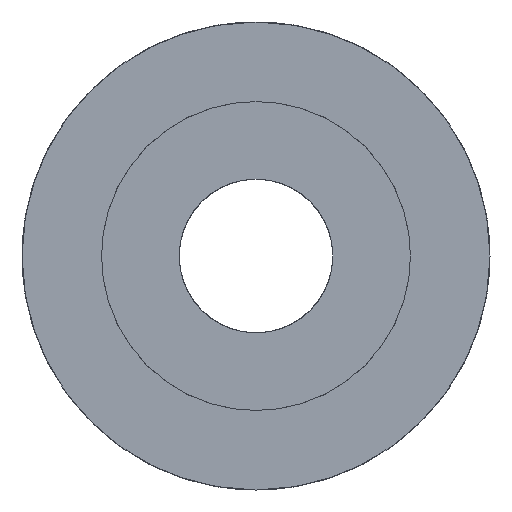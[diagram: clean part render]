
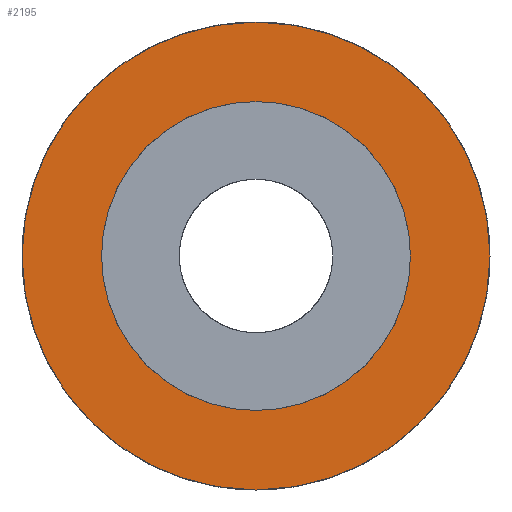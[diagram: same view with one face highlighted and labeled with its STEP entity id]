
A CAD part, left-side view. The second image highlights one B-rep face of the part: STEP entity #2195.
In plain terms, the highlighted free-form (B-spline) face has degree [1, 1] with [2, 2] control points.
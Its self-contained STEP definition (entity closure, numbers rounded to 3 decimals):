
#2122=(
BOUNDED_SURFACE()
B_SPLINE_SURFACE(1,1,((#2123,#2124),(#2125,#2126)),.UNSPECIFIED.,.F.,.F.,.F.)
B_SPLINE_SURFACE_WITH_KNOTS((2,2),(2,2),(0.000,1.000),(0.000,1.000),.UNSPECIFIED.)
GEOMETRIC_REPRESENTATION_ITEM()
RATIONAL_B_SPLINE_SURFACE(((1.,1.),(1.,1.)))
REPRESENTATION_ITEM('')
SURFACE()
);
#2123=CARTESIAN_POINT('',(0.,-31.263,-31.263));
#2124=CARTESIAN_POINT('',(0.,31.263,-31.263));
#2125=CARTESIAN_POINT('',(0.,-31.263,31.263));
#2126=CARTESIAN_POINT('',(0.,31.263,31.263));
#2127=CARTESIAN_POINT('',(0.,-30.03,0.));
#2128=VERTEX_POINT('',#2127);
#2129=(
BOUNDED_CURVE()
B_SPLINE_CURVE(2,(#2130,#2131,#2132),.UNSPECIFIED.,.F.,.F.)
B_SPLINE_CURVE_WITH_KNOTS((3,3),(0.000,1.000),.UNSPECIFIED.)
CURVE()
GEOMETRIC_REPRESENTATION_ITEM()
RATIONAL_B_SPLINE_CURVE((1.,0.707,1.))
REPRESENTATION_ITEM('')
);
#2130=CARTESIAN_POINT('',(0.,-30.03,0.));
#2131=CARTESIAN_POINT('',(0.,-30.03,-30.03));
#2132=CARTESIAN_POINT('',(0.,0.,-30.03));
#2133=CARTESIAN_POINT('',(0.,0.,-30.03));
#2134=VERTEX_POINT('',#2133);
#2135=EDGE_CURVE('',#2128,#2134,#2129,.T.);
#2136=ORIENTED_EDGE('',*,*,#2135,.T.);
#2137=(
BOUNDED_CURVE()
B_SPLINE_CURVE(2,(#2138,#2139,#2140),.UNSPECIFIED.,.F.,.F.)
B_SPLINE_CURVE_WITH_KNOTS((3,3),(0.000,1.000),.UNSPECIFIED.)
CURVE()
GEOMETRIC_REPRESENTATION_ITEM()
RATIONAL_B_SPLINE_CURVE((1.,0.707,1.))
REPRESENTATION_ITEM('')
);
#2138=CARTESIAN_POINT('',(0.,0.,-30.03));
#2139=CARTESIAN_POINT('',(0.,30.03,-30.03));
#2140=CARTESIAN_POINT('',(0.,30.03,0.));
#2141=CARTESIAN_POINT('',(0.,30.03,0.));
#2142=VERTEX_POINT('',#2141);
#2143=EDGE_CURVE('',#2134,#2142,#2137,.T.);
#2144=ORIENTED_EDGE('',*,*,#2143,.T.);
#2145=(
BOUNDED_CURVE()
B_SPLINE_CURVE(2,(#2146,#2147,#2148),.UNSPECIFIED.,.F.,.F.)
B_SPLINE_CURVE_WITH_KNOTS((3,3),(0.000,1.000),.UNSPECIFIED.)
CURVE()
GEOMETRIC_REPRESENTATION_ITEM()
RATIONAL_B_SPLINE_CURVE((1.,0.707,1.))
REPRESENTATION_ITEM('')
);
#2146=CARTESIAN_POINT('',(0.,30.03,0.));
#2147=CARTESIAN_POINT('',(0.,30.03,30.03));
#2148=CARTESIAN_POINT('',(0.,0.,30.03));
#2149=CARTESIAN_POINT('',(0.,0.,30.03));
#2150=VERTEX_POINT('',#2149);
#2151=EDGE_CURVE('',#2142,#2150,#2145,.T.);
#2152=ORIENTED_EDGE('',*,*,#2151,.T.);
#2153=(
BOUNDED_CURVE()
B_SPLINE_CURVE(2,(#2154,#2155,#2156),.UNSPECIFIED.,.F.,.F.)
B_SPLINE_CURVE_WITH_KNOTS((3,3),(0.000,1.000),.UNSPECIFIED.)
CURVE()
GEOMETRIC_REPRESENTATION_ITEM()
RATIONAL_B_SPLINE_CURVE((1.,0.707,1.))
REPRESENTATION_ITEM('')
);
#2154=CARTESIAN_POINT('',(0.,0.,30.03));
#2155=CARTESIAN_POINT('',(0.,-30.03,30.03));
#2156=CARTESIAN_POINT('',(0.,-30.03,0.));
#2157=EDGE_CURVE('',#2150,#2128,#2153,.T.);
#2158=ORIENTED_EDGE('',*,*,#2157,.T.);
#2159=EDGE_LOOP('',(#2136,#2144,#2152,#2158));
#2160=FACE_OUTER_BOUND('',#2159,.T.);
#2161=CARTESIAN_POINT('',(0.,-19.82,0.));
#2162=VERTEX_POINT('',#2161);
#2163=(
BOUNDED_CURVE()
B_SPLINE_CURVE(2,(#2164,#2165,#2166),.UNSPECIFIED.,.F.,.F.)
B_SPLINE_CURVE_WITH_KNOTS((3,3),(0.000,1.000),.UNSPECIFIED.)
CURVE()
GEOMETRIC_REPRESENTATION_ITEM()
RATIONAL_B_SPLINE_CURVE((1.,0.707,1.))
REPRESENTATION_ITEM('')
);
#2164=CARTESIAN_POINT('',(0.,-19.82,0.));
#2165=CARTESIAN_POINT('',(0.,-19.82,19.82));
#2166=CARTESIAN_POINT('',(0.,0.,19.82));
#2167=CARTESIAN_POINT('',(0.,0.,19.82));
#2168=VERTEX_POINT('',#2167);
#2169=EDGE_CURVE('',#2162,#2168,#2163,.T.);
#2170=ORIENTED_EDGE('',*,*,#2169,.T.);
#2171=(
BOUNDED_CURVE()
B_SPLINE_CURVE(2,(#2172,#2173,#2174),.UNSPECIFIED.,.F.,.F.)
B_SPLINE_CURVE_WITH_KNOTS((3,3),(0.000,1.000),.UNSPECIFIED.)
CURVE()
GEOMETRIC_REPRESENTATION_ITEM()
RATIONAL_B_SPLINE_CURVE((1.,0.707,1.))
REPRESENTATION_ITEM('')
);
#2172=CARTESIAN_POINT('',(0.,0.,19.82));
#2173=CARTESIAN_POINT('',(0.,19.82,19.82));
#2174=CARTESIAN_POINT('',(0.,19.82,0.));
#2175=CARTESIAN_POINT('',(0.,19.82,0.));
#2176=VERTEX_POINT('',#2175);
#2177=EDGE_CURVE('',#2168,#2176,#2171,.T.);
#2178=ORIENTED_EDGE('',*,*,#2177,.T.);
#2179=(
BOUNDED_CURVE()
B_SPLINE_CURVE(2,(#2180,#2181,#2182),.UNSPECIFIED.,.F.,.F.)
B_SPLINE_CURVE_WITH_KNOTS((3,3),(0.000,1.000),.UNSPECIFIED.)
CURVE()
GEOMETRIC_REPRESENTATION_ITEM()
RATIONAL_B_SPLINE_CURVE((1.,0.707,1.))
REPRESENTATION_ITEM('')
);
#2180=CARTESIAN_POINT('',(0.,19.82,0.));
#2181=CARTESIAN_POINT('',(0.,19.82,-19.82));
#2182=CARTESIAN_POINT('',(0.,0.,-19.82));
#2183=CARTESIAN_POINT('',(0.,0.,-19.82));
#2184=VERTEX_POINT('',#2183);
#2185=EDGE_CURVE('',#2176,#2184,#2179,.T.);
#2186=ORIENTED_EDGE('',*,*,#2185,.T.);
#2187=(
BOUNDED_CURVE()
B_SPLINE_CURVE(2,(#2188,#2189,#2190),.UNSPECIFIED.,.F.,.F.)
B_SPLINE_CURVE_WITH_KNOTS((3,3),(0.000,1.000),.UNSPECIFIED.)
CURVE()
GEOMETRIC_REPRESENTATION_ITEM()
RATIONAL_B_SPLINE_CURVE((1.,0.707,1.))
REPRESENTATION_ITEM('')
);
#2188=CARTESIAN_POINT('',(0.,0.,-19.82));
#2189=CARTESIAN_POINT('',(0.,-19.82,-19.82));
#2190=CARTESIAN_POINT('',(0.,-19.82,0.));
#2191=EDGE_CURVE('',#2184,#2162,#2187,.T.);
#2192=ORIENTED_EDGE('',*,*,#2191,.T.);
#2193=EDGE_LOOP('',(#2170,#2178,#2186,#2192));
#2194=FACE_BOUND('',#2193,.T.);
#2195=ADVANCED_FACE('',(#2160,#2194),#2122,.T.);
